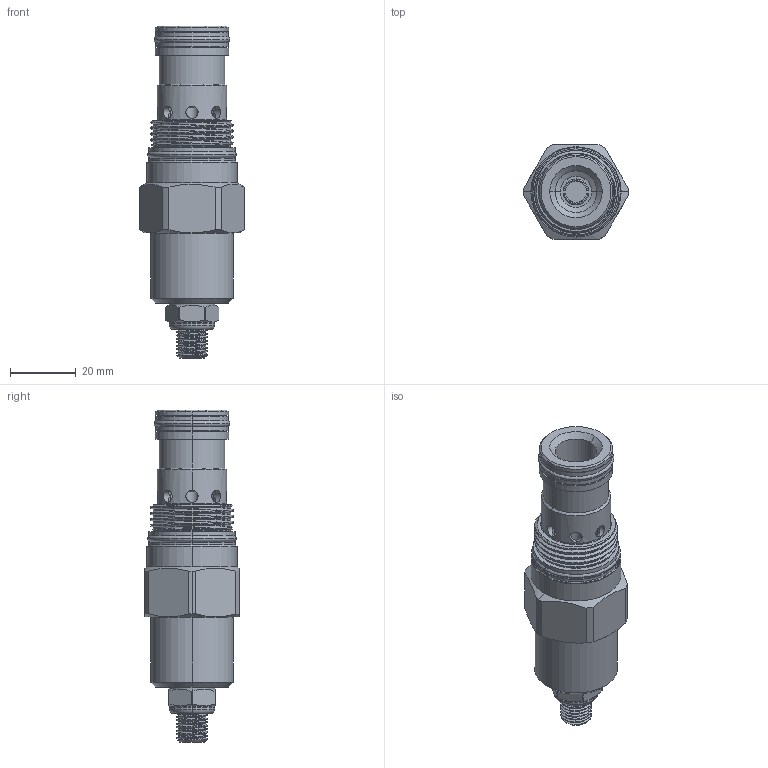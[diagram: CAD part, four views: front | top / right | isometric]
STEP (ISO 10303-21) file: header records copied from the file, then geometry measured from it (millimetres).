
FILE_DESCRIPTION (( 'STEP AP203' ), '1' );
FILE_NAME ('NV5A20-L.STEP', '2016-06-08T01:21:08', ( '' ), ( '' ), 'SwSTEP 2.0', 'SolidWorks 2012', '' );
FILE_SCHEMA (( 'CONFIG_CONTROL_DESIGN' ));
Length unit declared in the file: millimetre
Products named in the file (1): NV5A20-L
Bounding box: 31.8 x 28.57 x 100.7 mm (x, y, z)
Volume: 37394.7 mm3; surface area: 13687.2 mm2
Topology: 6 solids, 6 shells, 313 faces, 787 edges, 483 vertices
Faces by surface type: cylinder 160, plane 62, cone 56, torus 30, bspline 5
Entity records: 13817 total; most frequent: CARTESIAN_POINT 6763, ORIENTED_EDGE 1538, DIRECTION 1411, EDGE_CURVE 769, AXIS2_PLACEMENT_3D 582, VERTEX_POINT 483, EDGE_LOOP 338, FACE_OUTER_BOUND 313
